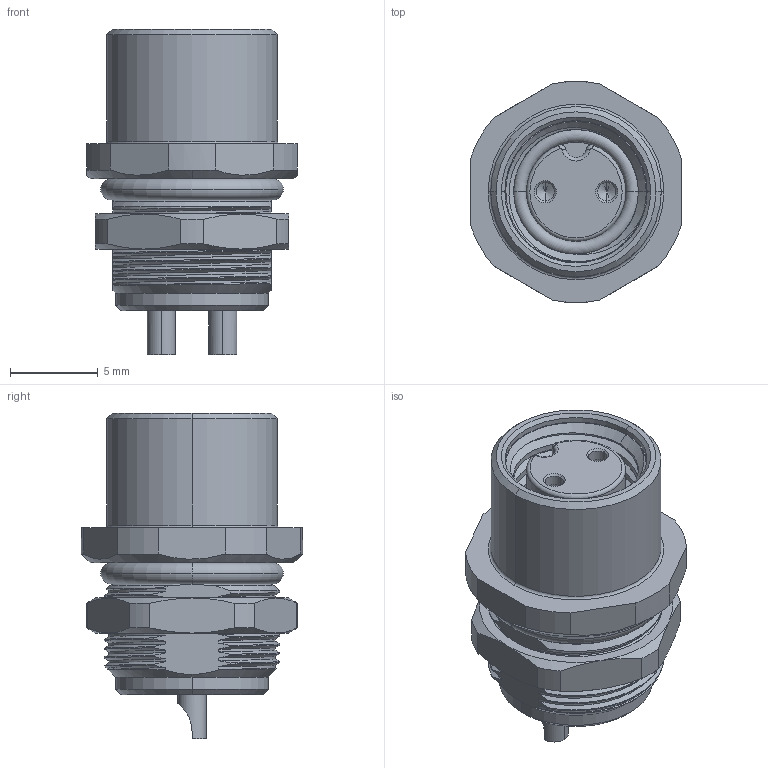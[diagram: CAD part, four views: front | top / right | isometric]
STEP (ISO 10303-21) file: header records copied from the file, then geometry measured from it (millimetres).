
FILE_DESCRIPTION((''),'2;1');
FILE_NAME('3P-K1332_','2025-09-09T',('gongcheng16'),(''),'PRO/ENGINEER BY PARAMETRIC TECHNOLOGY CORPORATION, 2010280','PRO/ENGINEER BY PARAMETRIC TECHNOLOGY CORPORATION, 2010280','');
FILE_SCHEMA(('CONFIG_CONTROL_DESIGN'));
Products named in the file (1): 3P-K1332_
Bounding box: 12 x 12.6 x 18.5 mm (x, y, z)
Volume: 294.1 mm3; surface area: 8330 mm2
Topology: 1 solids, 56 shells, 1293 faces, 3858 edges, 2539 vertices
Faces by surface type: cylinder 399, bspline 361, plane 274, cone 215, torus 44
Entity records: 132542 total; most frequent: CARTESIAN_POINT 101878, ORIENTED_EDGE 6938, DIRECTION 4953, EDGE_CURVE 3850, VERTEX_POINT 2539, AXIS2_PLACEMENT_3D 1831, B_SPLINE_CURVE_WITH_KNOTS 1661, EDGE_LOOP 1367
